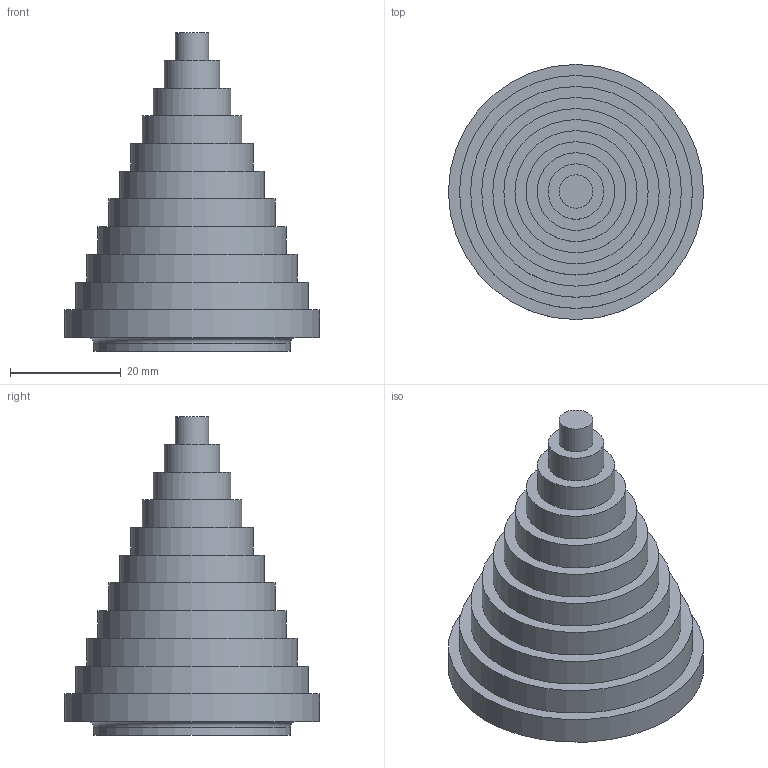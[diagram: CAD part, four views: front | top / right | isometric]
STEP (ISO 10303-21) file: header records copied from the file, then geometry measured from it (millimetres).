
FILE_DESCRIPTION(/* description */ (''),/* implementation_level */ '2;1');
FILE_NAME(/* name */ 'tree.step',/* time_stamp */ '2022-12-04T16:30:25+09:00',/* author */ (''),/* organization */ (''),/* preprocessor_version */ 'ST-DEVELOPER v19.2',/* originating_system */ 'Autodesk Translation Framework v11.17.0.187',/* authorisation */ '');
FILE_SCHEMA (('AUTOMOTIVE_DESIGN { 1 0 10303 214 3 1 1 }'));
Length unit declared in the file: millimetre
Products named in the file (1): tree
Bounding box: 46 x 46 x 57.5 mm (x, y, z)
Volume: 13588.1 mm3; surface area: 11908.3 mm2
Topology: 1 solids, 1 shells, 50 faces, 85 edges, 50 vertices
Faces by surface type: cylinder 23, plane 15, torus 9, sphere 1, bspline 1, cone 1
Full cylindrical faces by diameter (mm): 2 x1, 6 x2, 10 x2, 14 x2, 18 x2, 22 x2, 26 x2, 30 x2, 31.542 x1, 34 x2, 35.542 x1, 38 x2, 42 x1, 46 x1
Entity records: 1239 total; most frequent: DIRECTION 244, CARTESIAN_POINT 211, ORIENTED_EDGE 168, AXIS2_PLACEMENT_3D 110, EDGE_CURVE 84, EDGE_LOOP 64, CIRCLE 60, FACE_OUTER_BOUND 50
